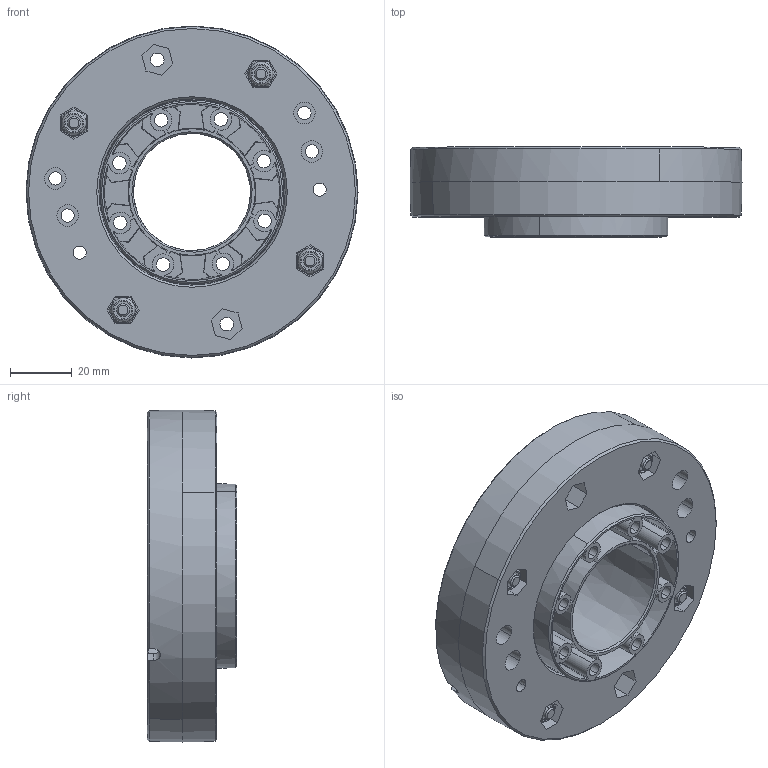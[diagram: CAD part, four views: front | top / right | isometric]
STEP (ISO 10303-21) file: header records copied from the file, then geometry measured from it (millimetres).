
FILE_DESCRIPTION (( 'STEP AP203' ), '1' );
FILE_NAME ('276-1810-LARGE.STEP', '2011-04-18T22:39:32', ( '' ), ( '' ), 'SwSTEP 2.0', 'SolidWorks 2010', '' );
FILE_SCHEMA (( 'CONFIG_CONTROL_DESIGN' ));
Length unit declared in the file: inch
Products named in the file (6): 276-1810-LARGE; 276-1810-004; NUT-832-NYLOCK_ANY; 276-1810-002; SCREW-832-0750_ANY; 276-1810-003
Assembly tree (11 placements, depth 2):
  276-1810-LARGE
    NUT-832-NYLOCK_ANY  x4
    276-1810-002
    SCREW-832-0750_ANY  x4
    276-1810-004
    276-1810-003
Bounding box: 107.95 x 29.19 x 107.95 mm (x, y, z)
Volume: 81197.1 mm3; surface area: 96090.2 mm2
Topology: 11 solids, 11 shells, 1326 faces, 3608 edges, 2355 vertices
Faces by surface type: cylinder 561, plane 511, cone 164, bspline 90
Entity records: 42199 total; most frequent: CARTESIAN_POINT 11543, ORIENTED_EDGE 6456, DIRECTION 6282, EDGE_CURVE 3228, AXIS2_PLACEMENT_3D 2435, VERTEX_POINT 2136, LINE 1412, VECTOR 1412
